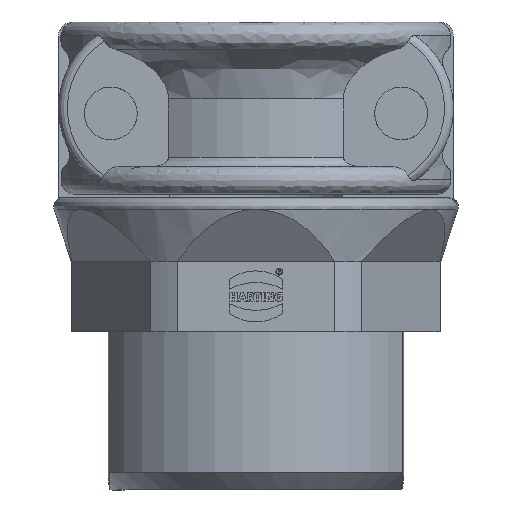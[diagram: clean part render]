
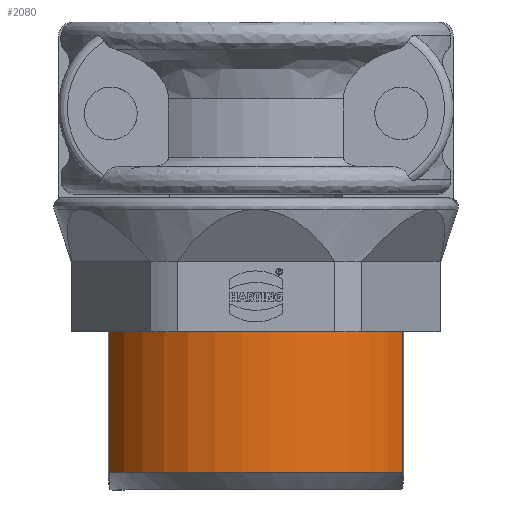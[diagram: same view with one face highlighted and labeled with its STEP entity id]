
A CAD part, front view. The second image highlights one B-rep face of the part: STEP entity #2080.
In plain terms, the highlighted cylindrical face has radius 9.3 mm (diameter 18.6 mm), a partial arc.
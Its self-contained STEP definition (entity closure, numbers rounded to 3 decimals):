
#1733=CYLINDRICAL_SURFACE('',#7183,9.3);
#1832=FACE_OUTER_BOUND('',#2557,.T.);
#2080=ADVANCED_FACE('',(#1832),#1733,.T.);
#2557=EDGE_LOOP('',(#3184,#3185,#3186,#3187));
#3184=ORIENTED_EDGE('',*,*,#4776,.T.);
#3185=ORIENTED_EDGE('',*,*,#4719,.T.);
#3186=ORIENTED_EDGE('',*,*,#4777,.T.);
#3187=ORIENTED_EDGE('',*,*,#4774,.F.);
#4248=VERTEX_POINT('',#9410);
#4252=VERTEX_POINT('',#9418);
#4279=VERTEX_POINT('',#9872);
#4280=VERTEX_POINT('',#9874);
#4719=EDGE_CURVE('',#4248,#4252,#5400,.T.);
#4774=EDGE_CURVE('',#4279,#4280,#5421,.T.);
#4776=EDGE_CURVE('',#4279,#4248,#5973,.T.);
#4777=EDGE_CURVE('',#4252,#4280,#5974,.T.);
#5400=CIRCLE('',#7137,9.3);
#5421=CIRCLE('',#7180,9.3);
#5973=LINE('',#9879,#6377);
#5974=LINE('',#9881,#6378);
#6377=VECTOR('',#7921,1.);
#6378=VECTOR('',#7924,1.);
#7137=AXIS2_PLACEMENT_3D('',#9419,#7816,#7817);
#7180=AXIS2_PLACEMENT_3D('',#9873,#7917,#7918);
#7183=AXIS2_PLACEMENT_3D('',#9882,#7925,#7926);
#7816=DIRECTION('',(0.,0.,-1.));
#7817=DIRECTION('',(0.895,-0.446,0.));
#7917=DIRECTION('',(0.,0.,-1.));
#7918=DIRECTION('',(0.895,-0.446,0.));
#7921=DIRECTION('',(0.,0.,1.));
#7924=DIRECTION('',(0.,0.,-1.));
#7925=DIRECTION('',(0.,0.,-1.));
#7926=DIRECTION('',(0.937,-0.349,0.));
#9410=CARTESIAN_POINT('',(8.325,-4.145,-7.6));
#9418=CARTESIAN_POINT('',(-8.325,-4.145,-7.6));
#9419=CARTESIAN_POINT('',(0.,0.,
-7.6));
#9872=CARTESIAN_POINT('',(8.325,-4.145,-15.6));
#9873=CARTESIAN_POINT('',(0.,0.,-15.6));
#9874=CARTESIAN_POINT('',(-8.325,-4.145,-15.6));
#9879=CARTESIAN_POINT('',(8.325,-4.145,-15.6));
#9881=CARTESIAN_POINT('',(-8.325,-4.145,-7.6));
#9882=CARTESIAN_POINT('',(0.,0.,
-7.6));
